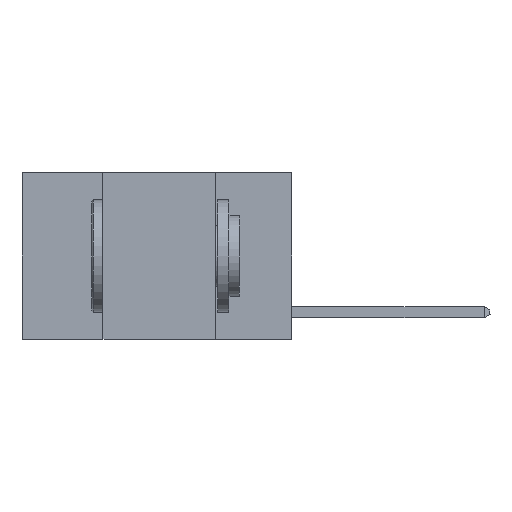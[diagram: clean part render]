
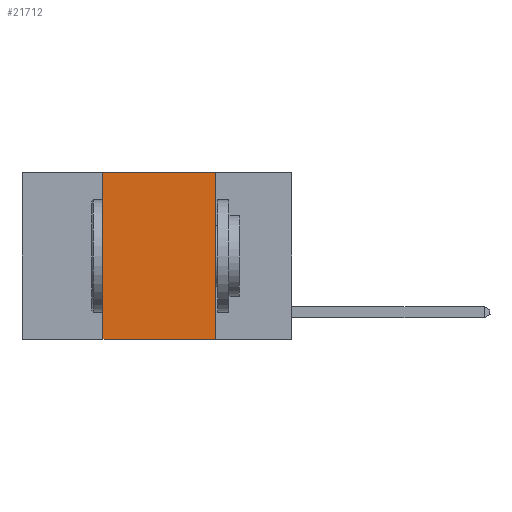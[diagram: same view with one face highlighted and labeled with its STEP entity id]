
A CAD part, left-side view. The second image highlights one B-rep face of the part: STEP entity #21712.
In plain terms, the highlighted planar face has unit normal (-1, 0, 0).
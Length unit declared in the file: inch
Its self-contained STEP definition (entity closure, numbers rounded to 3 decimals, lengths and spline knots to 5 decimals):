
#463 = CARTESIAN_POINT ( 'NONE',  ( 0., 0.6, -0.37 ) ) ;
#1059 = CARTESIAN_POINT ( 'NONE',  ( 0., 0.6, 0. ) ) ;
#1411 = ORIENTED_EDGE ( 'NONE', *, *, #21662, .F. ) ;
#3290 = LINE ( 'NONE', #8250, #15765 ) ;
#3714 = DIRECTION ( 'NONE',  ( 0., -1., 0. ) ) ;
#4187 = EDGE_CURVE ( 'NONE', #18755, #18133, #7568, .T. ) ;
#4512 = PLANE ( 'NONE',  #17663 ) ;
#4720 = VERTEX_POINT ( 'NONE', #14630 ) ;
#5733 = EDGE_CURVE ( 'NONE', #11649, #4720, #13320, .T. ) ;
#7568 = LINE ( 'NONE', #463, #19529 ) ;
#8250 = CARTESIAN_POINT ( 'NONE',  ( 0., 0.42, 0. ) ) ;
#8275 = EDGE_LOOP ( 'NONE', ( #1411, #8857, #17152, #11481 ) ) ;
#8857 = ORIENTED_EDGE ( 'NONE', *, *, #5733, .F. ) ;
#9383 = DIRECTION ( 'NONE',  ( 1., 0., 0. ) ) ;
#9498 = FACE_OUTER_BOUND ( 'NONE', #8275, .T. ) ;
#9716 = EDGE_CURVE ( 'NONE', #18755, #11649, #3290, .T. ) ;
#9810 = LINE ( 'NONE', #17925, #20083 ) ;
#11481 = ORIENTED_EDGE ( 'NONE', *, *, #4187, .T. ) ;
#11649 = VERTEX_POINT ( 'NONE', #14964 ) ;
#11654 = CARTESIAN_POINT ( 'NONE',  ( 0., 0.17, -0.37 ) ) ;
#11659 = DIRECTION ( 'NONE',  ( 0., -1., 0. ) ) ;
#13320 = LINE ( 'NONE', #18795, #18179 ) ;
#14630 = CARTESIAN_POINT ( 'NONE',  ( 0., 0.17, 0. ) ) ;
#14964 = CARTESIAN_POINT ( 'NONE',  ( 0., 0.42, 0. ) ) ;
#15765 = VECTOR ( 'NONE', #16713, 39.37008 ) ;
#16713 = DIRECTION ( 'NONE',  ( 0., 0., 1. ) ) ;
#17152 = ORIENTED_EDGE ( 'NONE', *, *, #9716, .F. ) ;
#17663 = AXIS2_PLACEMENT_3D ( 'NONE', #1059, #9383, #19831 ) ;
#17925 = CARTESIAN_POINT ( 'NONE',  ( 0., 0.17, 0. ) ) ;
#18133 = VERTEX_POINT ( 'NONE', #11654 ) ;
#18179 = VECTOR ( 'NONE', #11659, 39.37008 ) ;
#18755 = VERTEX_POINT ( 'NONE', #19064 ) ;
#18795 = CARTESIAN_POINT ( 'NONE',  ( 0., 0.6, 0. ) ) ;
#19064 = CARTESIAN_POINT ( 'NONE',  ( 0., 0.42, -0.37 ) ) ;
#19504 = DIRECTION ( 'NONE',  ( 0., 0., -1. ) ) ;
#19529 = VECTOR ( 'NONE', #3714, 39.37008 ) ;
#19831 = DIRECTION ( 'NONE',  ( 0., 0., -1. ) ) ;
#20083 = VECTOR ( 'NONE', #19504, 39.37008 ) ;
#21662 = EDGE_CURVE ( 'NONE', #4720, #18133, #9810, .T. ) ;
#21712 = ADVANCED_FACE ( 'NONE', ( #9498 ), #4512, .F. ) ;
